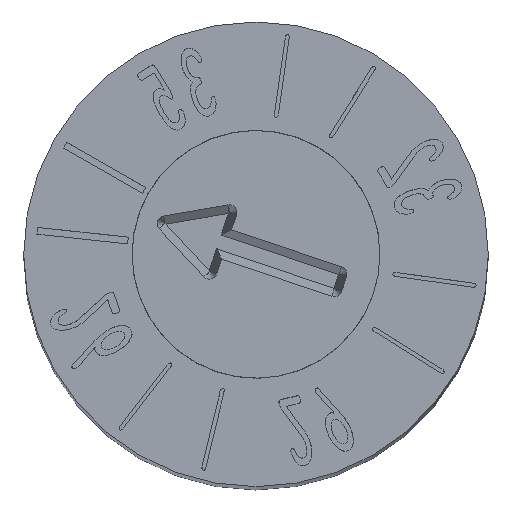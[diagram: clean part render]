
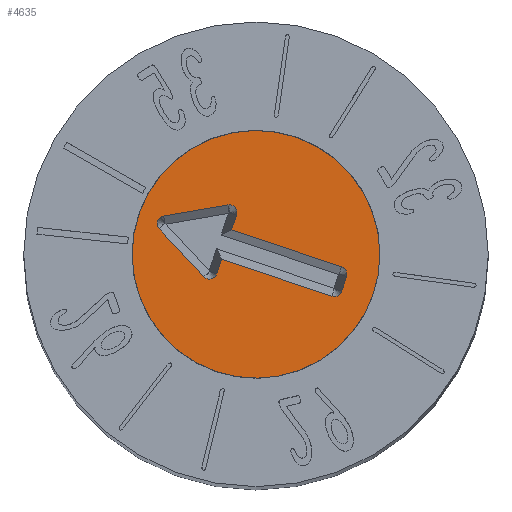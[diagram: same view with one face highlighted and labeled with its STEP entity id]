
A CAD part, top view. The second image highlights one B-rep face of the part: STEP entity #4635.
In plain terms, the highlighted planar face has unit normal (0, 0, 1).
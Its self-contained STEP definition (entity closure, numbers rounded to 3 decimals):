
#72=CIRCLE('',#4818,0.05);
#73=CIRCLE('',#4821,0.05);
#74=CIRCLE('',#4824,0.05);
#75=CIRCLE('',#4828,0.05);
#84=CIRCLE('',#4846,0.8);
#113=FACE_BOUND('',#1090,.T.);
#411=B_SPLINE_CURVE_WITH_KNOTS('',3,(#8744,#8745,#8746,#8747,#8748),
 .UNSPECIFIED.,.F.,.F.,(4,1,4),(1.571,2.244,3.142),
 .UNSPECIFIED.);
#811=FACE_OUTER_BOUND('',#1089,.T.);
#1089=EDGE_LOOP('',(#4268));
#1090=EDGE_LOOP('',(#4269,#4270,#4271,#4272,#4273,#4274,#4275,#4276,#4277,
#4278,#4279,#4280));
#1413=LINE('',#8757,#1763);
#1417=LINE('',#8765,#1767);
#1422=LINE('',#8777,#1772);
#1427=LINE('',#8789,#1777);
#1431=LINE('',#8799,#1781);
#1435=LINE('',#8807,#1785);
#1438=LINE('',#8814,#1788);
#1763=VECTOR('',#5384,10.);
#1767=VECTOR('',#5390,10.);
#1772=VECTOR('',#5401,10.);
#1777=VECTOR('',#5412,10.);
#1781=VECTOR('',#5422,10.);
#1785=VECTOR('',#5428,10.);
#1788=VECTOR('',#5437,10.);
#2212=VERTEX_POINT('',#8737);
#2214=VERTEX_POINT('',#8743);
#2215=VERTEX_POINT('',#8751);
#2218=VERTEX_POINT('',#8759);
#2221=VERTEX_POINT('',#8767);
#2222=VERTEX_POINT('',#8771);
#2225=VERTEX_POINT('',#8779);
#2226=VERTEX_POINT('',#8783);
#2229=VERTEX_POINT('',#8791);
#2230=VERTEX_POINT('',#8795);
#2232=VERTEX_POINT('',#8801);
#2235=VERTEX_POINT('',#8809);
#2243=VERTEX_POINT('',#8841);
#2876=EDGE_CURVE('',#2214,#2212,#411,.T.);
#2881=EDGE_CURVE('',#2215,#2214,#1413,.T.);
#2885=EDGE_CURVE('',#2218,#2215,#1417,.T.);
#2886=EDGE_CURVE('',#2221,#2218,#72,.T.);
#2891=EDGE_CURVE('',#2222,#2221,#1422,.T.);
#2892=EDGE_CURVE('',#2225,#2222,#73,.T.);
#2897=EDGE_CURVE('',#2226,#2225,#1427,.T.);
#2898=EDGE_CURVE('',#2229,#2226,#74,.T.);
#2902=EDGE_CURVE('',#2230,#2229,#1431,.T.);
#2906=EDGE_CURVE('',#2232,#2230,#1435,.T.);
#2907=EDGE_CURVE('',#2235,#2232,#75,.T.);
#2910=EDGE_CURVE('',#2212,#2235,#1438,.T.);
#2922=EDGE_CURVE('',#2243,#2243,#84,.T.);
#4268=ORIENTED_EDGE('',*,*,#2922,.F.);
#4269=ORIENTED_EDGE('',*,*,#2876,.T.);
#4270=ORIENTED_EDGE('',*,*,#2910,.T.);
#4271=ORIENTED_EDGE('',*,*,#2907,.T.);
#4272=ORIENTED_EDGE('',*,*,#2906,.T.);
#4273=ORIENTED_EDGE('',*,*,#2902,.T.);
#4274=ORIENTED_EDGE('',*,*,#2898,.T.);
#4275=ORIENTED_EDGE('',*,*,#2897,.T.);
#4276=ORIENTED_EDGE('',*,*,#2892,.T.);
#4277=ORIENTED_EDGE('',*,*,#2891,.T.);
#4278=ORIENTED_EDGE('',*,*,#2886,.T.);
#4279=ORIENTED_EDGE('',*,*,#2885,.T.);
#4280=ORIENTED_EDGE('',*,*,#2881,.T.);
#4382=PLANE('',#4847);
#4635=ADVANCED_FACE('',(#811,#113),#4382,.F.);
#4818=AXIS2_PLACEMENT_3D('',#8768,#5393,#5394);
#4821=AXIS2_PLACEMENT_3D('',#8780,#5404,#5405);
#4824=AXIS2_PLACEMENT_3D('',#8792,#5415,#5416);
#4828=AXIS2_PLACEMENT_3D('',#8810,#5431,#5432);
#4846=AXIS2_PLACEMENT_3D('',#8842,#5473,#5474);
#4847=AXIS2_PLACEMENT_3D('',#8844,#5476,#5477);
#5384=DIRECTION('',(0.,1.,0.));
#5390=DIRECTION('',(1.,0.,0.));
#5393=DIRECTION('center_axis',(0.,0.,-1.));
#5394=DIRECTION('ref_axis',(0.,-1.,0.));
#5401=DIRECTION('',(-0.476,0.88,0.));
#5404=DIRECTION('center_axis',(0.,0.,-1.));
#5405=DIRECTION('ref_axis',(0.88,0.476,0.));
#5412=DIRECTION('',(-0.476,-0.88,0.));
#5415=DIRECTION('center_axis',(0.,0.,-1.));
#5416=DIRECTION('ref_axis',(-0.88,0.476,0.));
#5422=DIRECTION('',(1.,0.,0.));
#5428=DIRECTION('',(0.,-1.,0.));
#5431=DIRECTION('center_axis',(0.,0.,-1.));
#5432=DIRECTION('ref_axis',(-1.,0.,0.));
#5437=DIRECTION('',(1.,0.,0.));
#5473=DIRECTION('center_axis',(0.,0.,-1.));
#5474=DIRECTION('ref_axis',(-1.,0.,0.));
#5476=DIRECTION('center_axis',(0.,0.,-1.));
#5477=DIRECTION('ref_axis',(-1.,0.,0.));
#8737=CARTESIAN_POINT('',(-0.05,0.6,2.));
#8743=CARTESIAN_POINT('',(-0.1,0.55,2.));
#8744=CARTESIAN_POINT('Ctrl Pts',(-0.1,0.55,2.));
#8745=CARTESIAN_POINT('Ctrl Pts',(-0.1,0.561,2.));
#8746=CARTESIAN_POINT('Ctrl Pts',(-0.091,0.587,
2.));
#8747=CARTESIAN_POINT('Ctrl Pts',(-0.065,0.6,2.));
#8748=CARTESIAN_POINT('Ctrl Pts',(-0.05,0.6,2.));
#8751=CARTESIAN_POINT('',(-0.1,-0.2,2.));
#8757=CARTESIAN_POINT('',(-0.1,0.275,2.));
#8759=CARTESIAN_POINT('',(-0.2,-0.2,2.));
#8765=CARTESIAN_POINT('',(-0.05,-0.2,2.));
#8767=CARTESIAN_POINT('',(-0.244,-0.274,2.));
#8768=CARTESIAN_POINT('Origin',(-0.2,-0.25,2.));
#8771=CARTESIAN_POINT('',(-0.044,-0.644,2.));
#8777=CARTESIAN_POINT('',(-0.274,-0.219,2.));
#8779=CARTESIAN_POINT('',(0.044,-0.644,2.));
#8780=CARTESIAN_POINT('Origin',(0.,-0.62,
2.));
#8783=CARTESIAN_POINT('',(0.244,-0.274,2.));
#8789=CARTESIAN_POINT('',(0.174,-0.404,2.));
#8791=CARTESIAN_POINT('',(0.2,-0.2,2.));
#8792=CARTESIAN_POINT('Origin',(0.2,-0.25,2.));
#8795=CARTESIAN_POINT('',(0.1,-0.2,2.));
#8799=CARTESIAN_POINT('',(0.1,-0.2,2.));
#8801=CARTESIAN_POINT('',(0.1,0.55,2.));
#8807=CARTESIAN_POINT('',(0.1,-0.1,2.));
#8809=CARTESIAN_POINT('',(0.05,0.6,2.));
#8810=CARTESIAN_POINT('Origin',(0.05,0.55,2.));
#8814=CARTESIAN_POINT('',(0.,0.6,2.));
#8841=CARTESIAN_POINT('',(0.8,0.,2.));
#8842=CARTESIAN_POINT('Origin',(0.,0.,2.));
#8844=CARTESIAN_POINT('Origin',(0.,0.,2.));
